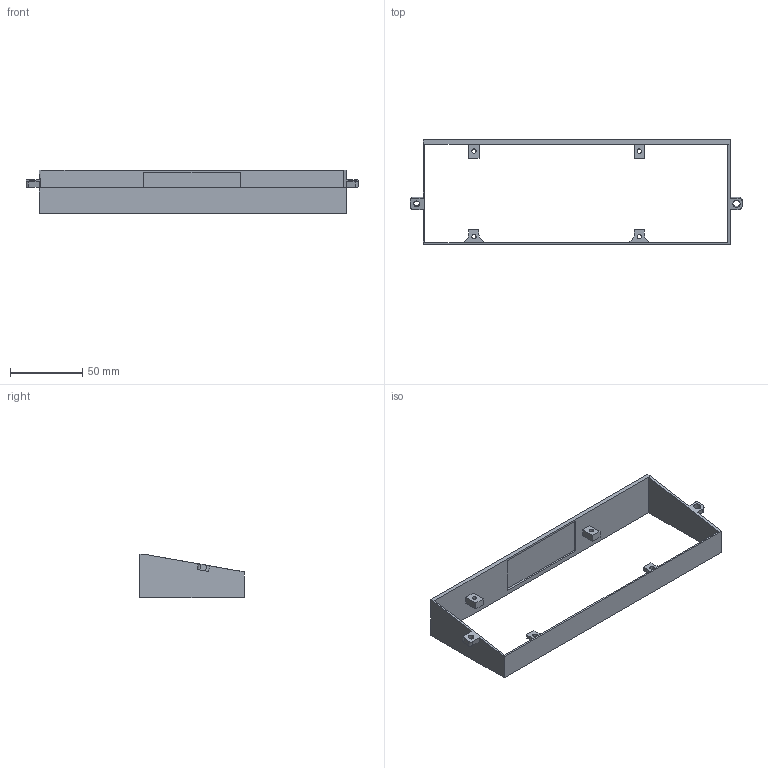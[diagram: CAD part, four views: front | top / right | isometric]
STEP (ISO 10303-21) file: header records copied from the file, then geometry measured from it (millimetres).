
FILE_DESCRIPTION(/* description */ (''),/* implementation_level */ '2;1');
FILE_NAME(/* name */ 'Mirror LCD v9.step',/* time_stamp */ '2021-09-16T06:21:57+10:00',/* author */ (''),/* organization */ (''),/* preprocessor_version */ 'ST-DEVELOPER v18.1',/* originating_system */ 'Autodesk Translation Framework v10.10.0.1391',/* authorisation */ '');
FILE_SCHEMA (('AUTOMOTIVE_DESIGN { 1 0 10303 214 3 1 1 }'));
Length unit declared in the file: millimetre
Products named in the file (2): Mirror LCD; Screen Support
Assembly tree (1 placements, depth 2):
  Mirror LCD
    Screen Support
Bounding box: 229 x 71.8 x 30 mm (x, y, z)
Volume: 26186.6 mm3; surface area: 30629.4 mm2
Topology: 1 solids, 1 shells, 58 faces, 154 edges, 102 vertices
Faces by surface type: plane 44, cylinder 14
Full cylindrical faces by diameter (mm): 3 x4, 4 x1, 5 x1
Entity records: 1871 total; most frequent: CARTESIAN_POINT 317, ORIENTED_EDGE 308, DIRECTION 304, EDGE_CURVE 154, LINE 126, VECTOR 126, VERTEX_POINT 102, AXIS2_PLACEMENT_3D 89
